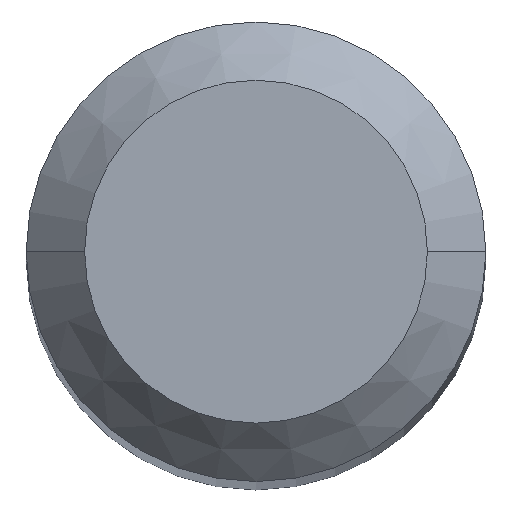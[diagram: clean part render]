
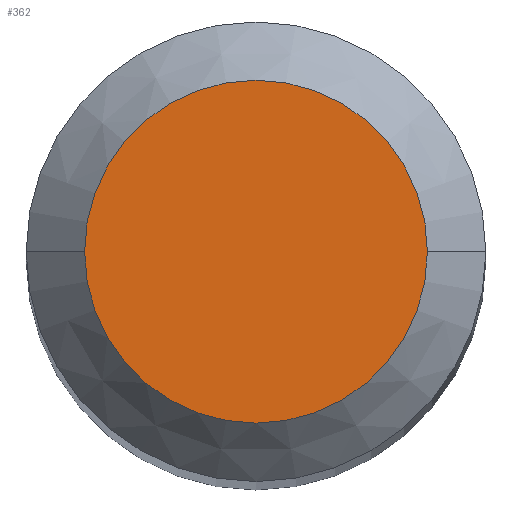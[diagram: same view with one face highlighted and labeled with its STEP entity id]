
A CAD part, top view. The second image highlights one B-rep face of the part: STEP entity #362.
In plain terms, the highlighted planar face has unit normal (0, 0, 1).
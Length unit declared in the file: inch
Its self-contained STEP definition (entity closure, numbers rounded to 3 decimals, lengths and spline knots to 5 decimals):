
#22 = PLANE ( 'NONE',  #257 ) ;
#29 = CIRCLE ( 'NONE', #208, 0.04405 ) ;
#46 = ORIENTED_EDGE ( 'NONE', *, *, #102, .T. ) ;
#48 = CARTESIAN_POINT ( 'NONE',  ( 0., 0., 0. ) ) ;
#82 = DIRECTION ( 'NONE',  ( 0., 0., -1. ) ) ;
#86 = FACE_OUTER_BOUND ( 'NONE', #437, .T. ) ;
#98 = DIRECTION ( 'NONE',  ( 1., 0., 0. ) ) ;
#102 = EDGE_CURVE ( 'NONE', #314, #407, #342, .T. ) ;
#161 = AXIS2_PLACEMENT_3D ( 'NONE', #423, #382, #98 ) ;
#163 = DIRECTION ( 'NONE',  ( 0., 0., 1. ) ) ;
#208 = AXIS2_PLACEMENT_3D ( 'NONE', #48, #163, #387 ) ;
#226 = DIRECTION ( 'NONE',  ( -1., 0., 0. ) ) ;
#233 = CARTESIAN_POINT ( 'NONE',  ( -0.04405, 0., 0. ) ) ;
#257 = AXIS2_PLACEMENT_3D ( 'NONE', #263, #82, #226 ) ;
#263 = CARTESIAN_POINT ( 'NONE',  ( 0., 0.04405, 0. ) ) ;
#276 = CARTESIAN_POINT ( 'NONE',  ( 0.04405, 0., 0. ) ) ;
#314 = VERTEX_POINT ( 'NONE', #233 ) ;
#335 = ORIENTED_EDGE ( 'NONE', *, *, #377, .T. ) ;
#342 = CIRCLE ( 'NONE', #161, 0.04405 ) ;
#362 = ADVANCED_FACE ( 'NONE', ( #86 ), #22, .F. ) ;
#377 = EDGE_CURVE ( 'NONE', #407, #314, #29, .T. ) ;
#382 = DIRECTION ( 'NONE',  ( 0., 0., 1. ) ) ;
#387 = DIRECTION ( 'NONE',  ( 1., 0., 0. ) ) ;
#407 = VERTEX_POINT ( 'NONE', #276 ) ;
#423 = CARTESIAN_POINT ( 'NONE',  ( 0., 0., 0. ) ) ;
#437 = EDGE_LOOP ( 'NONE', ( #46, #335 ) ) ;
